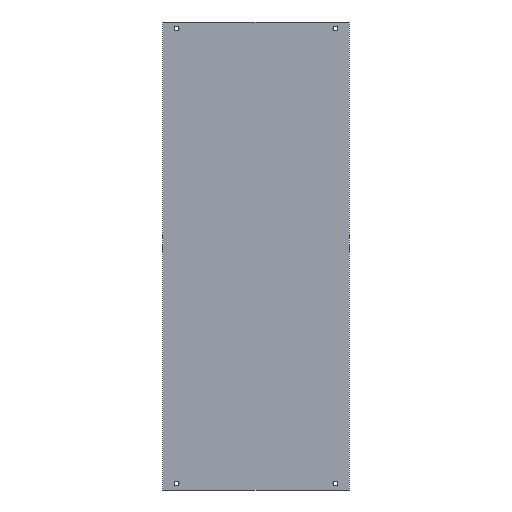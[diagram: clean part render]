
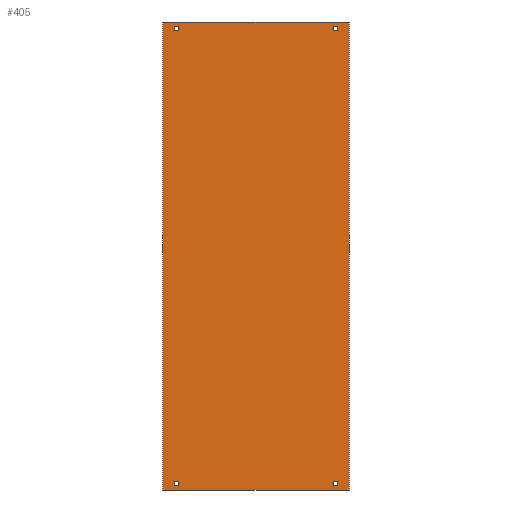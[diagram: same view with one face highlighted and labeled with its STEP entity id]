
A CAD part, front view. The second image highlights one B-rep face of the part: STEP entity #405.
In plain terms, the highlighted planar face has unit normal (0, -1, 0).
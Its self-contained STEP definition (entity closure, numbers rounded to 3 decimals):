
#1 = CARTESIAN_POINT ( 'NONE',  ( 57.5, 0., -144. ) ) ;
#2 = AXIS2_PLACEMENT_3D ( 'NONE', #24, #15, #22 ) ;
#4 = EDGE_CURVE ( 'NONE', #250, #259, #384, .T. ) ;
#5 = AXIS2_PLACEMENT_3D ( 'NONE', #103, #102, #94 ) ;
#9 = AXIS2_PLACEMENT_3D ( 'NONE', #78, #70, #65 ) ;
#15 = DIRECTION ( 'NONE',  ( 0., -1., 0. ) ) ;
#17 = EDGE_CURVE ( 'NONE', #191, #201, #328, .T. ) ;
#19 = AXIS2_PLACEMENT_3D ( 'NONE', #39, #37, #36 ) ;
#22 = DIRECTION ( 'NONE',  ( 0., 0., 1. ) ) ;
#24 = CARTESIAN_POINT ( 'NONE',  ( -48.863, 0., -140. ) ) ;
#25 = EDGE_CURVE ( 'NONE', #126, #127, #322, .T. ) ;
#36 = DIRECTION ( 'NONE',  ( 0., 0., 1. ) ) ;
#37 = DIRECTION ( 'NONE',  ( 0., -1., 0. ) ) ;
#38 = CARTESIAN_POINT ( 'NONE',  ( -48.863, 0., 138.5 ) ) ;
#39 = CARTESIAN_POINT ( 'NONE',  ( -48.863, 0., 140. ) ) ;
#40 = AXIS2_PLACEMENT_3D ( 'NONE', #114, #112, #110 ) ;
#50 = CARTESIAN_POINT ( 'NONE',  ( 48.863, 0., 141.5 ) ) ;
#51 = AXIS2_PLACEMENT_3D ( 'NONE', #86, #79, #77 ) ;
#52 = CARTESIAN_POINT ( 'NONE',  ( 48.863, 0., 138.5 ) ) ;
#54 = AXIS2_PLACEMENT_3D ( 'NONE', #75, #73, #69 ) ;
#55 = CARTESIAN_POINT ( 'NONE',  ( 57.5, 0., -144. ) ) ;
#56 = CARTESIAN_POINT ( 'NONE',  ( -48.863, 0., -141.5 ) ) ;
#64 = CARTESIAN_POINT ( 'NONE',  ( -57.5, 0., -144. ) ) ;
#65 = DIRECTION ( 'NONE',  ( 0., 0., 1. ) ) ;
#69 = DIRECTION ( 'NONE',  ( 0., 0., 1. ) ) ;
#70 = DIRECTION ( 'NONE',  ( 0., -1., 0. ) ) ;
#73 = DIRECTION ( 'NONE',  ( 0., -1., 0. ) ) ;
#74 = CARTESIAN_POINT ( 'NONE',  ( -48.863, 0., -138.5 ) ) ;
#75 = CARTESIAN_POINT ( 'NONE',  ( 48.863, 0., 140. ) ) ;
#77 = DIRECTION ( 'NONE',  ( 0., 0., 1. ) ) ;
#78 = CARTESIAN_POINT ( 'NONE',  ( -48.863, 0., 140. ) ) ;
#79 = DIRECTION ( 'NONE',  ( 0., -1., 0. ) ) ;
#81 = EDGE_CURVE ( 'NONE', #121, #108, #439, .T. ) ;
#83 = CARTESIAN_POINT ( 'NONE',  ( -57.5, 0., 144. ) ) ;
#85 = EDGE_CURVE ( 'NONE', #221, #354, #445, .T. ) ;
#86 = CARTESIAN_POINT ( 'NONE',  ( 48.863, 0., -140. ) ) ;
#88 = CARTESIAN_POINT ( 'NONE',  ( 48.863, 0., -141.5 ) ) ;
#94 = DIRECTION ( 'NONE',  ( 0., 0., 1. ) ) ;
#97 = CARTESIAN_POINT ( 'NONE',  ( 57.5, 0., 144. ) ) ;
#102 = DIRECTION ( 'NONE',  ( 0., -1., 0. ) ) ;
#103 = CARTESIAN_POINT ( 'NONE',  ( -48.863, 0., -140. ) ) ;
#106 = CARTESIAN_POINT ( 'NONE',  ( 48.863, 0., -138.5 ) ) ;
#108 = VERTEX_POINT ( 'NONE', #88 ) ;
#110 = DIRECTION ( 'NONE',  ( 0., 0., 1. ) ) ;
#112 = DIRECTION ( 'NONE',  ( 0., -1., 0. ) ) ;
#113 = DIRECTION ( 'NONE',  ( 0., 0., 1. ) ) ;
#114 = CARTESIAN_POINT ( 'NONE',  ( 48.863, 0., 140. ) ) ;
#117 = CARTESIAN_POINT ( 'NONE',  ( 48.863, 0., -140. ) ) ;
#121 = VERTEX_POINT ( 'NONE', #106 ) ;
#126 = VERTEX_POINT ( 'NONE', #56 ) ;
#127 = VERTEX_POINT ( 'NONE', #74 ) ;
#133 = VERTEX_POINT ( 'NONE', #55 ) ;
#136 = DIRECTION ( 'NONE',  ( 1., 0., 0. ) ) ;
#142 = CARTESIAN_POINT ( 'NONE',  ( -57.5, 0., 144. ) ) ;
#168 = VECTOR ( 'NONE', #514, 1000. ) ;
#171 = LINE ( 'NONE', #520, #168 ) ;
#174 = VECTOR ( 'NONE', #529, 1000. ) ;
#176 = LINE ( 'NONE', #222, #174 ) ;
#179 = CIRCLE ( 'NONE', #359, 1.5 ) ;
#190 = EDGE_LOOP ( 'NONE', ( #274, #268, #264, #257 ) ) ;
#191 = VERTEX_POINT ( 'NONE', #52 ) ;
#192 = EDGE_LOOP ( 'NONE', ( #291, #277 ) ) ;
#200 = ORIENTED_EDGE ( 'NONE', *, *, #497, .F. ) ;
#201 = VERTEX_POINT ( 'NONE', #50 ) ;
#203 = EDGE_LOOP ( 'NONE', ( #269, #289 ) ) ;
#205 = ORIENTED_EDGE ( 'NONE', *, *, #81, .F. ) ;
#206 = EDGE_CURVE ( 'NONE', #127, #126, #457, .T. ) ;
#221 = VERTEX_POINT ( 'NONE', #38 ) ;
#222 = CARTESIAN_POINT ( 'NONE',  ( -57.5, 0., -144. ) ) ;
#224 = EDGE_LOOP ( 'NONE', ( #205, #200 ) ) ;
#226 = EDGE_LOOP ( 'NONE', ( #472, #475 ) ) ;
#247 = EDGE_CURVE ( 'NONE', #201, #191, #453, .T. ) ;
#250 = VERTEX_POINT ( 'NONE', #83 ) ;
#257 = ORIENTED_EDGE ( 'NONE', *, *, #533, .F. ) ;
#259 = VERTEX_POINT ( 'NONE', #97 ) ;
#264 = ORIENTED_EDGE ( 'NONE', *, *, #525, .F. ) ;
#268 = ORIENTED_EDGE ( 'NONE', *, *, #4, .F. ) ;
#269 = ORIENTED_EDGE ( 'NONE', *, *, #247, .F. ) ;
#274 = ORIENTED_EDGE ( 'NONE', *, *, #331, .F. ) ;
#277 = ORIENTED_EDGE ( 'NONE', *, *, #85, .F. ) ;
#279 = DIRECTION ( 'NONE',  ( 0., 0., 1. ) ) ;
#280 = CARTESIAN_POINT ( 'NONE',  ( 0., 0., 0. ) ) ;
#287 = PLANE ( 'NONE',  #419 ) ;
#288 = VERTEX_POINT ( 'NONE', #64 ) ;
#289 = ORIENTED_EDGE ( 'NONE', *, *, #17, .F. ) ;
#291 = ORIENTED_EDGE ( 'NONE', *, *, #300, .F. ) ;
#300 = EDGE_CURVE ( 'NONE', #354, #221, #344, .T. ) ;
#301 = DIRECTION ( 'NONE',  ( 0., 1., 0. ) ) ;
#322 = CIRCLE ( 'NONE', #5, 1.5 ) ;
#328 = CIRCLE ( 'NONE', #40, 1.5 ) ;
#331 = EDGE_CURVE ( 'NONE', #259, #133, #340, .T. ) ;
#340 = LINE ( 'NONE', #1, #398 ) ;
#344 = CIRCLE ( 'NONE', #19, 1.5 ) ;
#354 = VERTEX_POINT ( 'NONE', #413 ) ;
#359 = AXIS2_PLACEMENT_3D ( 'NONE', #117, #516, #113 ) ;
#362 = VECTOR ( 'NONE', #136, 1000. ) ;
#384 = LINE ( 'NONE', #142, #362 ) ;
#398 = VECTOR ( 'NONE', #435, 1000. ) ;
#405 = ADVANCED_FACE ( 'NONE', ( #491, #452, #499, #501, #487 ), #287, .F. ) ;
#413 = CARTESIAN_POINT ( 'NONE',  ( -48.863, 0., 141.5 ) ) ;
#419 = AXIS2_PLACEMENT_3D ( 'NONE', #280, #301, #279 ) ;
#435 = DIRECTION ( 'NONE',  ( 0., 0., -1. ) ) ;
#439 = CIRCLE ( 'NONE', #51, 1.5 ) ;
#445 = CIRCLE ( 'NONE', #9, 1.5 ) ;
#452 = FACE_BOUND ( 'NONE', #226, .T. ) ;
#453 = CIRCLE ( 'NONE', #54, 1.5 ) ;
#457 = CIRCLE ( 'NONE', #2, 1.5 ) ;
#472 = ORIENTED_EDGE ( 'NONE', *, *, #206, .F. ) ;
#475 = ORIENTED_EDGE ( 'NONE', *, *, #25, .F. ) ;
#487 = FACE_OUTER_BOUND ( 'NONE', #190, .T. ) ;
#491 = FACE_BOUND ( 'NONE', #224, .T. ) ;
#497 = EDGE_CURVE ( 'NONE', #108, #121, #179, .T. ) ;
#499 = FACE_BOUND ( 'NONE', #203, .T. ) ;
#501 = FACE_BOUND ( 'NONE', #192, .T. ) ;
#514 = DIRECTION ( 'NONE',  ( -1., 0., 0. ) ) ;
#516 = DIRECTION ( 'NONE',  ( 0., -1., 0. ) ) ;
#520 = CARTESIAN_POINT ( 'NONE',  ( -57.5, 0., -144. ) ) ;
#525 = EDGE_CURVE ( 'NONE', #288, #250, #176, .T. ) ;
#529 = DIRECTION ( 'NONE',  ( 0., 0., 1. ) ) ;
#533 = EDGE_CURVE ( 'NONE', #133, #288, #171, .T. ) ;
